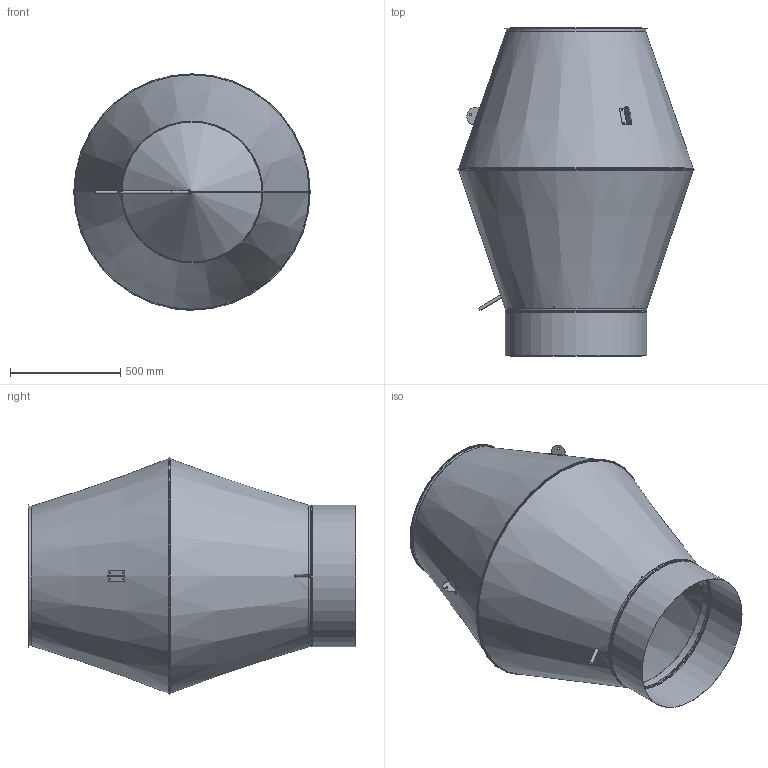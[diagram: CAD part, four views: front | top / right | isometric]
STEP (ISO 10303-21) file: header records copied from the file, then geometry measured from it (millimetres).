
FILE_DESCRIPTION(/* description */ ('Underdel HJHR'),/* implementation_level */ '2;1');
FILE_NAME(/* name */ 'HJHR-09.stp',/* time_stamp */ '2016-05-23T17:26:16+02:00',/* author */ ('CAD'),/* organization */ (''),/* preprocessor_version */ 'ST-DEVELOPER v15.6',/* originating_system */ 'Autodesk Inventor 2015',/* authorisation */ '');
FILE_SCHEMA (('AUTOMOTIVE_DESIGN { 1 0 10303 214 3 1 1 }'));
Length unit declared in the file: millimetre
Products named in the file (11): HJH-AA-18; HJH-AB-15; HJH-AC-09; HJH-AD-09; HML-630; Slang-HJH-630; Slangklämma; BlindnitmutterM6; HNGN-630; HJH-Lyftögla; HJHR-09
Bounding box: 1073.67 x 1486 x 1073.67 mm (x, y, z)
Volume: 4813549.4 mm3; surface area: 10602155.3 mm2
Topology: 17 solids, 17 shells, 380 faces, 847 edges, 491 vertices
Faces by surface type: plane 191, cylinder 119, cone 34, torus 30, bspline 6
Full cylindrical faces by diameter (mm): 5 x12, 10 x9, 14 x2, 630.5 x1, 631.5 x1, 632.3 x1, 634.045 x1, 635.845 x1, 638.045 x2, 639.845 x2, 640 x1, 640.3 x1, 642.1 x1, 1060 x2, 1061.8 x2, 1062 x1, 1070 x1
Entity records: 7886 total; most frequent: CARTESIAN_POINT 1857, DIRECTION 1280, ORIENTED_EDGE 1068, EDGE_CURVE 534, AXIS2_PLACEMENT_3D 509, VERTEX_POINT 308, EDGE_LOOP 274, LINE 262
